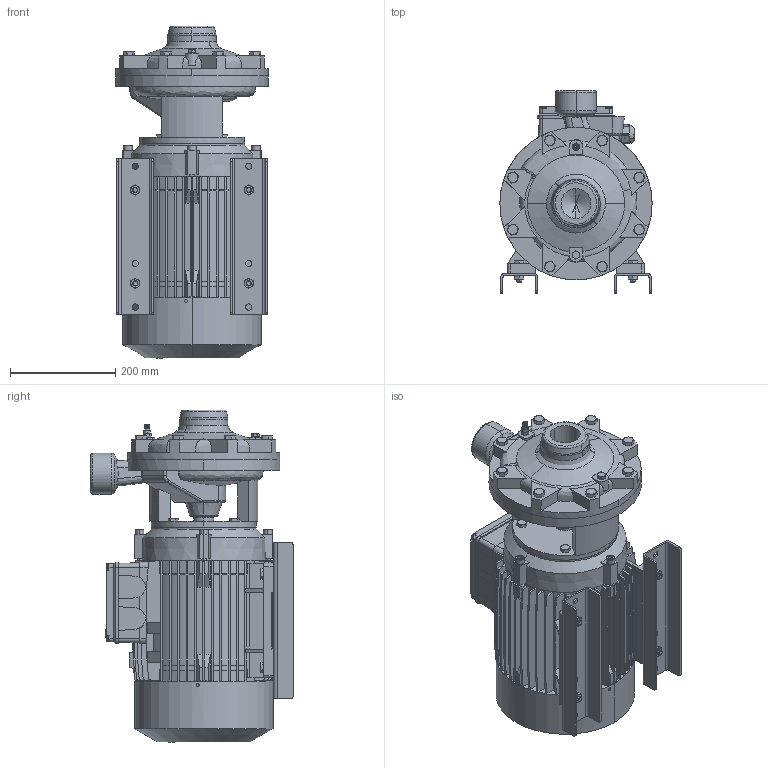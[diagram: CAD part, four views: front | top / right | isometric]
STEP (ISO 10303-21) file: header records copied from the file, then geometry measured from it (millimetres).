
FILE_DESCRIPTION (( 'STEP AP214' ), '1' );
FILE_NAME ('4_93_449_10_REV01.step', '2022-08-04T09:06:19', ( '' ), ( '' ), 'SwSTEP 2.0', 'SolidWorks 2020', '' );
FILE_SCHEMA (( 'AUTOMOTIVE_DESIGN' ));
Length unit declared in the file: millimetre
Products named in the file (2): 4_93_449_10_REV01; Copia di 4_93_449_10_REV01^4_93_449_10_REV01
Assembly tree (1 placements, depth 2):
  4_93_449_10_REV01
    Copia di 4_93_449_10_REV01^4_93_449_10_REV01
Bounding box: 290 x 385 x 632 mm (x, y, z)
Volume: 27572108.6 mm3; surface area: 1857177.4 mm2
Topology: 32 solids, 32 shells, 3434 faces, 9323 edges, 6083 vertices
Faces by surface type: plane 1462, bspline 1142, cylinder 432, cone 390, sphere 8
Entity records: 275094 total; most frequent: CARTESIAN_POINT 195187, ORIENTED_EDGE 18620, DIRECTION 12835, EDGE_CURVE 9310, VERTEX_POINT 6083, VECTOR 5587, LINE 5587, EDGE_LOOP 3637
